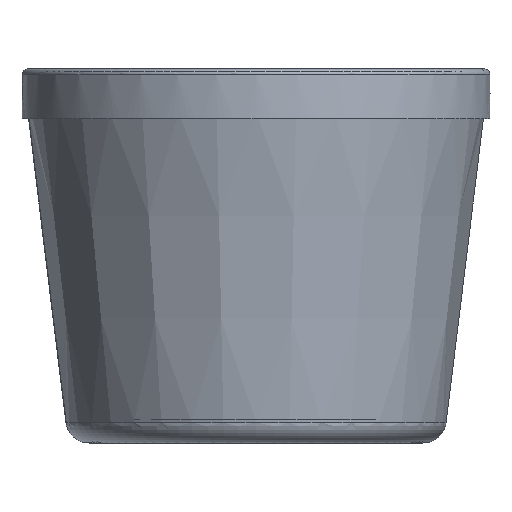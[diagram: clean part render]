
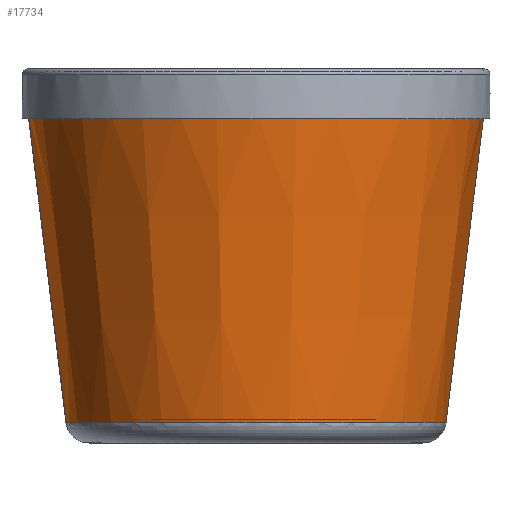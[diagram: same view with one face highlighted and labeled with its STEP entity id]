
A CAD part, front view. The second image highlights one B-rep face of the part: STEP entity #17734.
In plain terms, the highlighted conical face has half-angle 7 degrees and reference radius 331.446 mm.
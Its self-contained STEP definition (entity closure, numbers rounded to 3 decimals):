
#17693=CARTESIAN_POINT('',(-400.,-511.887,0.0));
#17694=DIRECTION('',(0.,1.0,0.));
#17695=DIRECTION('',(0.588,0.,-0.809));
#17696=AXIS2_PLACEMENT_3D('',#17693,#17694,#17695);
#17697=CONICAL_SURFACE('',#17696,331.446,7.);
#17698=CARTESIAN_POINT('',(-400.,-35.,390.));
#17699=VERTEX_POINT('',#17698);
#17700=CARTESIAN_POINT('',(-400.0,-35.0,-390.0));
#17701=VERTEX_POINT('',#17700);
#17702=CARTESIAN_POINT('',(-400.,-35.,0.));
#17703=DIRECTION('',(0.0,-1.0,0.0));
#17704=DIRECTION('',(0.0,0.0,-1.0));
#17705=AXIS2_PLACEMENT_3D('',#17702,#17703,#17704);
#17706=CIRCLE('',#17705,390.);
#17707=EDGE_CURVE('',#17699,#17701,#17706,.T.);
#17708=ORIENTED_EDGE('',*,*,#17707,.T.);
#17709=CARTESIAN_POINT('',(-400.0,-564.875,-324.94));
#17710=VERTEX_POINT('',#17709);
#17711=CARTESIAN_POINT('',(-400.0,-35.,-390.));
#17712=DIRECTION('',(0.0,-0.993,0.122));
#17713=VECTOR('',#17712,533.854);
#17714=LINE('',#17711,#17713);
#17715=EDGE_CURVE('',#17701,#17710,#17714,.T.);
#17716=ORIENTED_EDGE('',*,*,#17715,.T.);
#17717=CARTESIAN_POINT('',(-400.,-564.875,324.94));
#17718=VERTEX_POINT('',#17717);
#17719=CARTESIAN_POINT('',(-400.,-564.875,0.0));
#17720=DIRECTION('',(0.0,1.0,0.0));
#17721=DIRECTION('',(0.,0.0,1.0));
#17722=AXIS2_PLACEMENT_3D('',#17719,#17720,#17721);
#17723=CIRCLE('',#17722,324.94);
#17724=EDGE_CURVE('',#17710,#17718,#17723,.T.);
#17725=ORIENTED_EDGE('',*,*,#17724,.T.);
#17726=CARTESIAN_POINT('',(-400.,-564.875,324.94));
#17727=DIRECTION('',(0.,0.993,0.122));
#17728=VECTOR('',#17727,533.854);
#17729=LINE('',#17726,#17728);
#17730=EDGE_CURVE('',#17718,#17699,#17729,.T.);
#17731=ORIENTED_EDGE('',*,*,#17730,.T.);
#17732=EDGE_LOOP('',(#17708,#17716,#17725,#17731));
#17733=FACE_OUTER_BOUND('',#17732,.T.);
#17734=ADVANCED_FACE('',(#17733),#17697,.T.);
